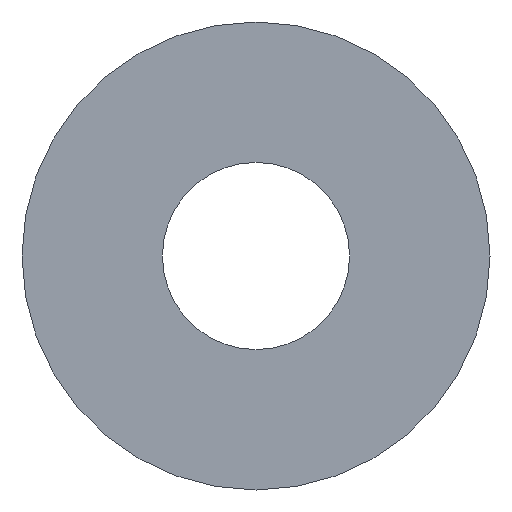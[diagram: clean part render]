
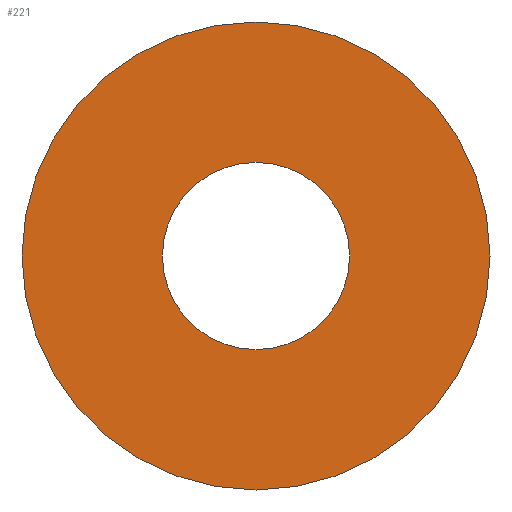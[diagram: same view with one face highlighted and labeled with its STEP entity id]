
A CAD part, left-side view. The second image highlights one B-rep face of the part: STEP entity #221.
In plain terms, the highlighted planar face has unit normal (-1, 0, 0).
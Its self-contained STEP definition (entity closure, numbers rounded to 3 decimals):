
#1 = AXIS2_PLACEMENT_3D ( 'NONE', #125, #110, #75 ) ;
#4 = CARTESIAN_POINT ( 'NONE',  ( 82.5, 199.46, 13. ) ) ;
#8 = AXIS2_PLACEMENT_3D ( 'NONE', #199, #135, #62 ) ;
#18 = CARTESIAN_POINT ( 'NONE',  ( 82.5, 199.46, 23.5 ) ) ;
#23 = EDGE_CURVE ( 'NONE', #99, #207, #108, .T. ) ;
#25 = FACE_OUTER_BOUND ( 'NONE', #90, .T. ) ;
#34 = CIRCLE ( 'NONE', #197, 3. ) ;
#38 = VERTEX_POINT ( 'NONE', #18 ) ;
#39 = CARTESIAN_POINT ( 'NONE',  ( 82.5, 199.46, 8.5 ) ) ;
#55 = ORIENTED_EDGE ( 'NONE', *, *, #66, .F. ) ;
#59 = AXIS2_PLACEMENT_3D ( 'NONE', #201, #83, #160 ) ;
#62 = DIRECTION ( 'NONE',  ( 0., 0., 1. ) ) ;
#66 = EDGE_CURVE ( 'NONE', #163, #38, #206, .T. ) ;
#68 = CARTESIAN_POINT ( 'NONE',  ( 82.5, 199.46, 16. ) ) ;
#69 = ORIENTED_EDGE ( 'NONE', *, *, #23, .T. ) ;
#75 = DIRECTION ( 'NONE',  ( 0., 0., 1. ) ) ;
#79 = ORIENTED_EDGE ( 'NONE', *, *, #130, .T. ) ;
#83 = DIRECTION ( 'NONE',  ( 1., 0., 0. ) ) ;
#87 = EDGE_CURVE ( 'NONE', #38, #163, #143, .T. ) ;
#90 = EDGE_LOOP ( 'NONE', ( #170, #55 ) ) ;
#98 = FACE_BOUND ( 'NONE', #245, .T. ) ;
#99 = VERTEX_POINT ( 'NONE', #162 ) ;
#101 = DIRECTION ( 'NONE',  ( 0., 0., 1. ) ) ;
#108 = CIRCLE ( 'NONE', #1, 3. ) ;
#110 = DIRECTION ( 'NONE',  ( 1., 0., 0. ) ) ;
#119 = CARTESIAN_POINT ( 'NONE',  ( 82.5, 199.46, 16. ) ) ;
#125 = CARTESIAN_POINT ( 'NONE',  ( 82.5, 199.46, 16. ) ) ;
#130 = EDGE_CURVE ( 'NONE', #207, #99, #34, .T. ) ;
#131 = AXIS2_PLACEMENT_3D ( 'NONE', #68, #139, #220 ) ;
#135 = DIRECTION ( 'NONE',  ( -1., 0., 0. ) ) ;
#139 = DIRECTION ( 'NONE',  ( 1., 0., 0. ) ) ;
#143 = CIRCLE ( 'NONE', #131, 7.5 ) ;
#160 = DIRECTION ( 'NONE',  ( 0., 0., 1. ) ) ;
#162 = CARTESIAN_POINT ( 'NONE',  ( 82.5, 199.46, 19. ) ) ;
#163 = VERTEX_POINT ( 'NONE', #39 ) ;
#170 = ORIENTED_EDGE ( 'NONE', *, *, #87, .F. ) ;
#174 = PLANE ( 'NONE',  #8 ) ;
#197 = AXIS2_PLACEMENT_3D ( 'NONE', #119, #238, #101 ) ;
#199 = CARTESIAN_POINT ( 'NONE',  ( 82.5, 199.46, 16. ) ) ;
#201 = CARTESIAN_POINT ( 'NONE',  ( 82.5, 199.46, 16. ) ) ;
#206 = CIRCLE ( 'NONE', #59, 7.5 ) ;
#207 = VERTEX_POINT ( 'NONE', #4 ) ;
#220 = DIRECTION ( 'NONE',  ( 0., 0., 1. ) ) ;
#221 = ADVANCED_FACE ( 'NONE', ( #98, #25 ), #174, .T. ) ;
#238 = DIRECTION ( 'NONE',  ( 1., 0., 0. ) ) ;
#245 = EDGE_LOOP ( 'NONE', ( #69, #79 ) ) ;
